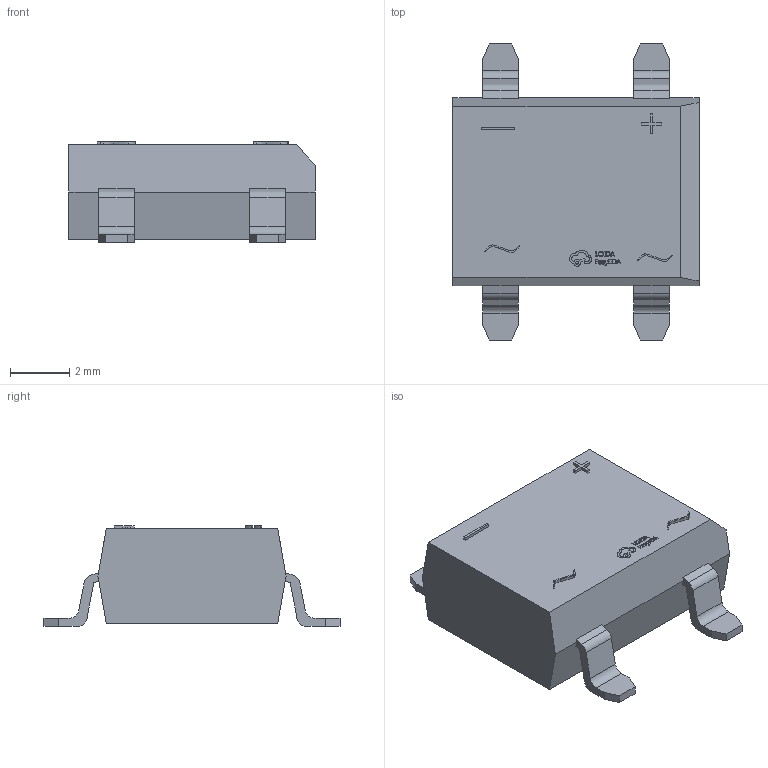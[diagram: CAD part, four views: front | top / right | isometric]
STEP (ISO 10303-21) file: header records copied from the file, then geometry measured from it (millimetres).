
FILE_DESCRIPTION (( 'STEP AP214' ), '1' );
FILE_NAME ('DFS_4P-L8.3-W6.4-P5.10-LS10.1-BL.step', '2022-08-04T02:57:37', ( '' ), ( '' ), 'SwSTEP 2.0', 'SolidWorks 2020', '' );
FILE_SCHEMA (( 'AUTOMOTIVE_DESIGN' ));
Length unit declared in the file: millimetre
Products named in the file (1): DFS_4P-L8.3-W6.4-P5.10-LS10.1-BL
Bounding box: 8.32 x 10 x 3.4 mm (x, y, z)
Volume: 164.5 mm3; surface area: 223.4 mm2
Topology: 14 solids, 14 shells, 388 faces, 1047 edges, 698 vertices
Faces by surface type: plane 250, bspline 126, cylinder 12
Entity records: 17200 total; most frequent: CARTESIAN_POINT 5452, ORIENTED_EDGE 2094, DIRECTION 1341, EDGE_CURVE 1047, LINE 767, VECTOR 767, VERTEX_POINT 698, EDGE_LOOP 411
